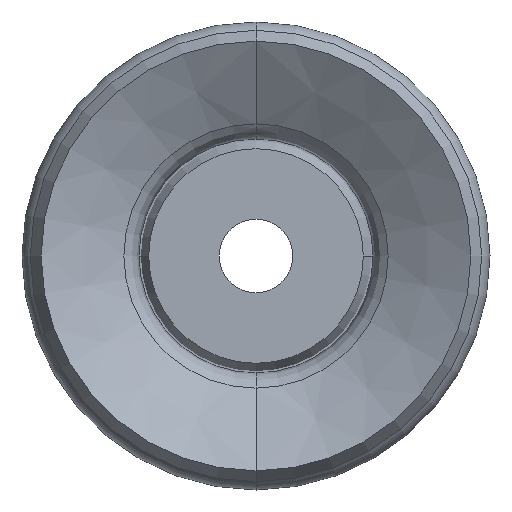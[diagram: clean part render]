
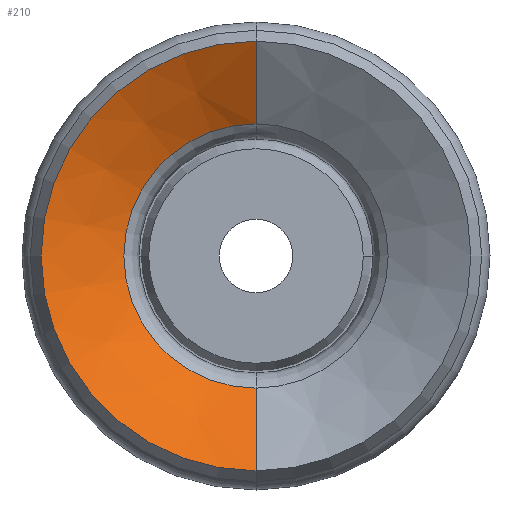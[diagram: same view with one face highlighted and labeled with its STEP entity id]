
A CAD part, front view. The second image highlights one B-rep face of the part: STEP entity #210.
In plain terms, the highlighted conical face has half-angle 58.808 degrees and reference radius 7.904 mm.
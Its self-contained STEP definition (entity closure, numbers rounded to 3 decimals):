
#210=ADVANCED_FACE('',(#516),#517,.F.);
#516=FACE_OUTER_BOUND('',#934,.T.);
#517=CONICAL_SURFACE('',#935,7.904,1.026);
#934=EDGE_LOOP('',(#4861,#4862,#4863,#4864));
#935=AXIS2_PLACEMENT_3D('',#4865,#4866,#4867);
#4861=ORIENTED_EDGE('',*,*,#5757,.T.);
#4862=ORIENTED_EDGE('',*,*,#5837,.T.);
#4863=ORIENTED_EDGE('',*,*,#5838,.F.);
#4864=ORIENTED_EDGE('',*,*,#5839,.F.);
#4865=CARTESIAN_POINT('',(0.0,-21.504,0.0));
#4866=DIRECTION('',(0.0,-1.0,-0.0));
#4867=DIRECTION('',(0.0,0.0,-1.0));
#5757=EDGE_CURVE('',#6209,#6213,#6215,.T.);
#5837=EDGE_CURVE('',#6213,#6336,#6342,.T.);
#5838=EDGE_CURVE('',#6337,#6336,#6343,.T.);
#5839=EDGE_CURVE('',#6209,#6337,#6344,.T.);
#6209=VERTEX_POINT('',#6843);
#6213=VERTEX_POINT('',#6847);
#6215=CIRCLE('',#6849,7.904);
#6336=VERTEX_POINT('',#7304);
#6337=VERTEX_POINT('',#7305);
#6342=LINE('',#7312,#7313);
#6343=CIRCLE('',#7314,12.853);
#6344=LINE('',#7315,#7316);
#6843=CARTESIAN_POINT('',(0.,-21.504,-7.904));
#6847=CARTESIAN_POINT('',(0.0,-21.504,7.904));
#6849=AXIS2_PLACEMENT_3D('',#9265,#9266,#9267);
#7304=CARTESIAN_POINT('',(0.,-24.5,12.853));
#7305=CARTESIAN_POINT('',(0.0,-24.5,-12.853));
#7312=CARTESIAN_POINT('',(0.,-21.504,7.904));
#7313=VECTOR('',#9363,1000.0);
#7314=AXIS2_PLACEMENT_3D('',#9364,#9365,#9366);
#7315=CARTESIAN_POINT('',(0.0,-21.504,-7.904));
#7316=VECTOR('',#9367,1000.0);
#9265=CARTESIAN_POINT('',(0.0,-21.504,0.0));
#9266=DIRECTION('',(0.0,1.0,0.0));
#9267=DIRECTION('',(0.0,0.0,1.0));
#9363=DIRECTION('',(0.,-0.518,0.855));
#9364=CARTESIAN_POINT('',(0.0,-24.5,0.0));
#9365=DIRECTION('',(0.0,1.0,0.0));
#9366=DIRECTION('',(0.0,0.0,1.0));
#9367=DIRECTION('',(0.0,-0.518,-0.855));
